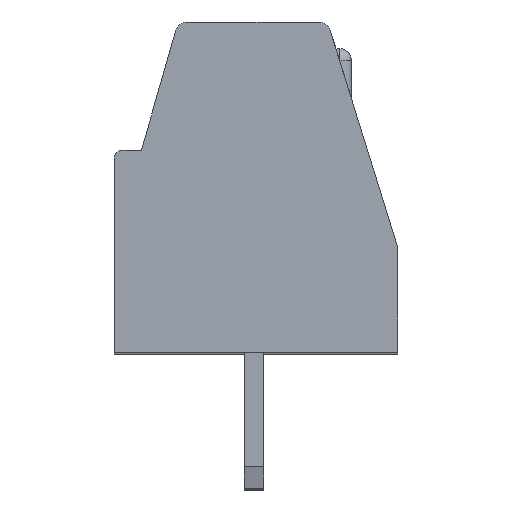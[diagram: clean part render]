
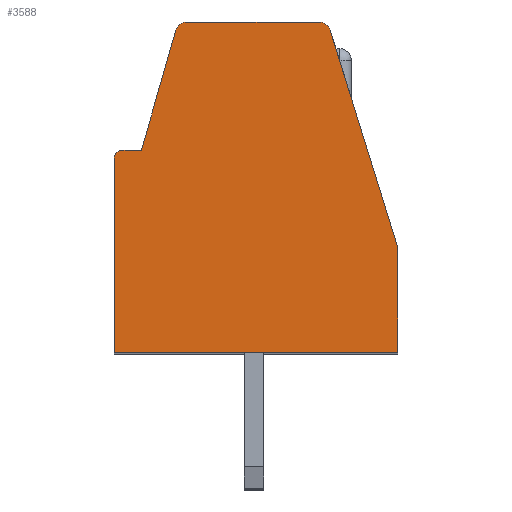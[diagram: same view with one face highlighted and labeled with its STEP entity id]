
A CAD part, top view. The second image highlights one B-rep face of the part: STEP entity #3588.
In plain terms, the highlighted planar face has unit normal (0, 0, 1).
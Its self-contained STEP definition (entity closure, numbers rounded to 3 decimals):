
#14=DIRECTION('',(0.,-1.,0.));
#15=VECTOR('',#14,5.);
#16=CARTESIAN_POINT('',(-3.6,5.,24.765));
#17=LINE('',#16,#15);
#18=CARTESIAN_POINT('',(-3.4,5.,24.765));
#19=DIRECTION('',(0.,0.,1.));
#20=DIRECTION('',(0.,1.,0.));
#21=AXIS2_PLACEMENT_3D('',#18,#19,#20);
#23=DIRECTION('',(-1.,0.,0.));
#24=VECTOR('',#23,0.5);
#25=CARTESIAN_POINT('',(-2.9,5.2,24.765));
#26=LINE('',#25,#24);
#27=DIRECTION('',(-0.276,-0.961,0.));
#28=VECTOR('',#27,3.207);
#29=CARTESIAN_POINT('',(-2.016,8.283,24.765));
#30=LINE('',#29,#28);
#31=CARTESIAN_POINT('',(-1.727,8.2,24.765));
#32=DIRECTION('',(0.,0.,1.));
#33=DIRECTION('',(0.,1.,0.));
#34=AXIS2_PLACEMENT_3D('',#31,#32,#33);
#36=DIRECTION('',(-1.,0.,0.));
#37=VECTOR('',#36,3.4);
#38=CARTESIAN_POINT('',(1.673,8.5,24.765));
#39=LINE('',#38,#37);
#40=CARTESIAN_POINT('',(1.673,8.2,24.765));
#41=DIRECTION('',(0.,0.,1.));
#42=DIRECTION('',(0.955,0.297,0.));
#43=AXIS2_PLACEMENT_3D('',#40,#41,#42);
#45=DIRECTION('',(-0.297,0.955,0.));
#46=VECTOR('',#45,5.854);
#47=CARTESIAN_POINT('',(3.7,2.7,24.765));
#48=LINE('',#47,#46);
#49=DIRECTION('',(0.,1.,0.));
#50=VECTOR('',#49,2.7);
#51=CARTESIAN_POINT('',(3.7,0.,24.765));
#52=LINE('',#51,#50);
#69=DIRECTION('',(1.,0.,0.));
#70=VECTOR('',#69,7.3);
#71=CARTESIAN_POINT('',(-3.6,0.,24.765));
#72=LINE('',#71,#70);
#2891=CARTESIAN_POINT('',(3.7,0.,24.765));
#2892=CARTESIAN_POINT('',(3.7,2.7,24.765));
#2893=VERTEX_POINT('',#2891);
#2894=VERTEX_POINT('',#2892);
#2895=CARTESIAN_POINT('',(1.959,8.289,24.765));
#2896=VERTEX_POINT('',#2895);
#2897=CARTESIAN_POINT('',(1.673,8.5,24.765));
#2898=VERTEX_POINT('',#2897);
#2899=CARTESIAN_POINT('',(-1.727,8.5,24.765));
#2900=VERTEX_POINT('',#2899);
#2901=CARTESIAN_POINT('',(-2.016,8.283,24.765));
#2902=VERTEX_POINT('',#2901);
#2903=CARTESIAN_POINT('',(-2.9,5.2,24.765));
#2904=VERTEX_POINT('',#2903);
#2905=CARTESIAN_POINT('',(-3.4,5.2,24.765));
#2906=VERTEX_POINT('',#2905);
#2907=CARTESIAN_POINT('',(-3.6,5.,24.765));
#2908=VERTEX_POINT('',#2907);
#2909=CARTESIAN_POINT('',(-3.6,0.,24.765));
#2910=VERTEX_POINT('',#2909);
#3561=CARTESIAN_POINT('',(0.,0.,24.765));
#3562=DIRECTION('',(0.,0.,1.));
#3563=DIRECTION('',(1.,0.,0.));
#3564=AXIS2_PLACEMENT_3D('',#3561,#3562,#3563);
#3565=PLANE('',#3564);
#3567=ORIENTED_EDGE('',*,*,#3566,.F.);
#3569=ORIENTED_EDGE('',*,*,#3568,.F.);
#3571=ORIENTED_EDGE('',*,*,#3570,.F.);
#3573=ORIENTED_EDGE('',*,*,#3572,.F.);
#3575=ORIENTED_EDGE('',*,*,#3574,.F.);
#3577=ORIENTED_EDGE('',*,*,#3576,.F.);
#3579=ORIENTED_EDGE('',*,*,#3578,.F.);
#3581=ORIENTED_EDGE('',*,*,#3580,.F.);
#3583=ORIENTED_EDGE('',*,*,#3582,.F.);
#3585=ORIENTED_EDGE('',*,*,#3584,.F.);
#3586=EDGE_LOOP('',(#3567,#3569,#3571,#3573,#3575,#3577,#3579,#3581,#3583,
#3585));
#3587=FACE_OUTER_BOUND('',#3586,.F.);
#22=CIRCLE('',#21,0.2);
#35=CIRCLE('',#34,0.3);
#44=CIRCLE('',#43,0.3);
#3566=EDGE_CURVE('',#2910,#2893,#72,.T.);
#3568=EDGE_CURVE('',#2908,#2910,#17,.T.);
#3570=EDGE_CURVE('',#2906,#2908,#22,.T.);
#3572=EDGE_CURVE('',#2904,#2906,#26,.T.);
#3574=EDGE_CURVE('',#2902,#2904,#30,.T.);
#3576=EDGE_CURVE('',#2900,#2902,#35,.T.);
#3578=EDGE_CURVE('',#2898,#2900,#39,.T.);
#3580=EDGE_CURVE('',#2896,#2898,#44,.T.);
#3582=EDGE_CURVE('',#2894,#2896,#48,.T.);
#3584=EDGE_CURVE('',#2893,#2894,#52,.T.);
#3588=ADVANCED_FACE('',(#3587),#3565,.T.);
